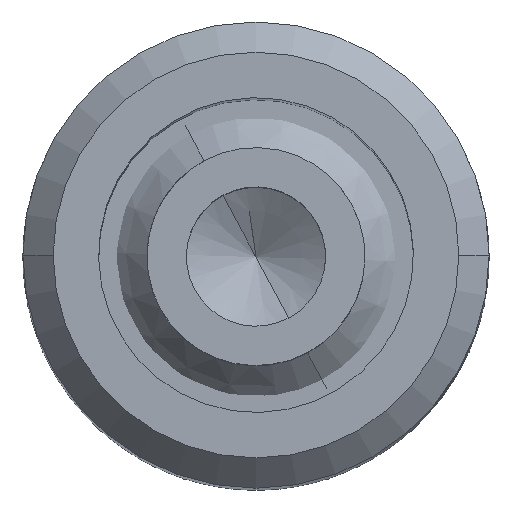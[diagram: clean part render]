
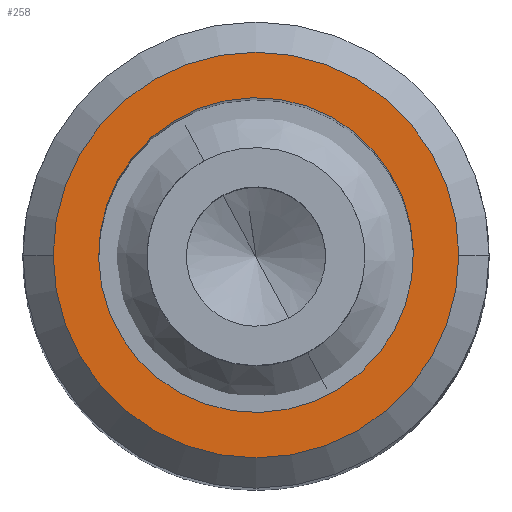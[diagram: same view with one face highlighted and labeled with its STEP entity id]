
A CAD part, top view. The second image highlights one B-rep face of the part: STEP entity #258.
In plain terms, the highlighted planar face has unit normal (0, 0, 1).
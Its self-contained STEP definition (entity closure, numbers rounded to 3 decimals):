
#152=AXIS2_PLACEMENT_3D('Circle Axis2P3D',#150,#151,$) ;
#178=AXIS2_PLACEMENT_3D('Circle Axis2P3D',#176,#177,$) ;
#234=AXIS2_PLACEMENT_3D('Plane Axis2P3D',#231,#232,#233) ;
#238=AXIS2_PLACEMENT_3D('Circle Axis2P3D',#236,#237,$) ;
#247=AXIS2_PLACEMENT_3D('Circle Axis2P3D',#245,#246,$) ;
#150=CARTESIAN_POINT('Axis2P3D Location',(3.85,3.85,42.)) ;
#154=CARTESIAN_POINT('Vertex',(1.568,5.097,42.)) ;
#156=CARTESIAN_POINT('Vertex',(6.132,2.603,42.)) ;
#176=CARTESIAN_POINT('Axis2P3D Location',(3.85,3.85,42.)) ;
#231=CARTESIAN_POINT('Axis2P3D Location',(3.85,3.85,42.)) ;
#236=CARTESIAN_POINT('Axis2P3D Location',(3.85,3.85,42.)) ;
#240=CARTESIAN_POINT('Vertex',(0.5,3.85,42.)) ;
#242=CARTESIAN_POINT('Vertex',(7.2,3.85,42.)) ;
#245=CARTESIAN_POINT('Axis2P3D Location',(3.85,3.85,42.)) ;
#151=DIRECTION('Axis2P3D Direction',(0.,0.,-1.)) ;
#177=DIRECTION('Axis2P3D Direction',(0.,0.,-1.)) ;
#232=DIRECTION('Axis2P3D Direction',(0.,0.,1.)) ;
#233=DIRECTION('Axis2P3D XDirection',(-1.,0.,0.)) ;
#237=DIRECTION('Axis2P3D Direction',(0.,0.,1.)) ;
#246=DIRECTION('Axis2P3D Direction',(0.,0.,1.)) ;
#251=ORIENTED_EDGE('',*,*,#244,.T.) ;
#252=ORIENTED_EDGE('',*,*,#249,.T.) ;
#255=ORIENTED_EDGE('',*,*,#158,.F.) ;
#256=ORIENTED_EDGE('',*,*,#180,.F.) ;
#257=FACE_BOUND('',#254,.T.) ;
#258=ADVANCED_FACE('GF PS 4.1\\GRIFF',(#253,#257),#235,.T.) ;
#153=CIRCLE('generated circle',#152,2.6) ;
#179=CIRCLE('generated circle',#178,2.6) ;
#239=CIRCLE('generated circle',#238,3.35) ;
#248=CIRCLE('generated circle',#247,3.35) ;
#158=EDGE_CURVE('',#155,#157,#153,.F.) ;
#180=EDGE_CURVE('',#157,#155,#179,.F.) ;
#244=EDGE_CURVE('',#241,#243,#239,.T.) ;
#249=EDGE_CURVE('',#243,#241,#248,.T.) ;
#250=EDGE_LOOP('',(#251,#252)) ;
#254=EDGE_LOOP('',(#255,#256)) ;
#253=FACE_OUTER_BOUND('',#250,.T.) ;
#235=PLANE('',#234) ;
#155=VERTEX_POINT('',#154) ;
#157=VERTEX_POINT('',#156) ;
#241=VERTEX_POINT('',#240) ;
#243=VERTEX_POINT('',#242) ;
